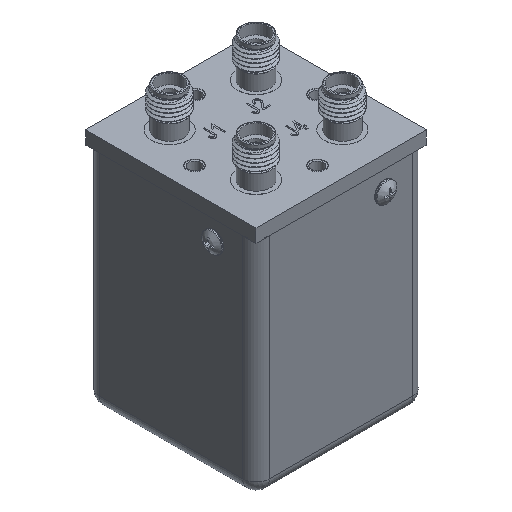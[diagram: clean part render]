
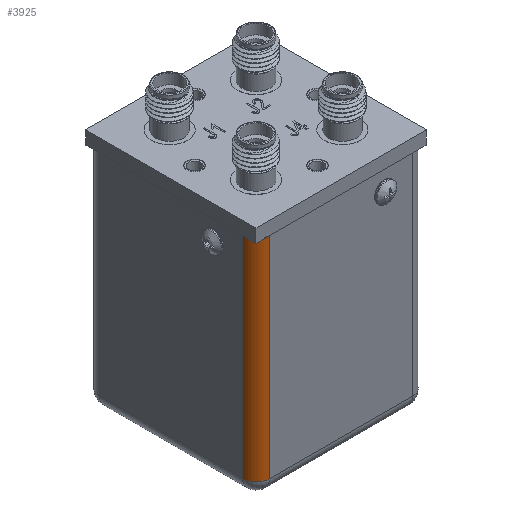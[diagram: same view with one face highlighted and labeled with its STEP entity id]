
A CAD part, isometric view. The second image highlights one B-rep face of the part: STEP entity #3925.
In plain terms, the highlighted cylindrical face has radius 2.54 mm (diameter 5.08 mm), a partial arc.
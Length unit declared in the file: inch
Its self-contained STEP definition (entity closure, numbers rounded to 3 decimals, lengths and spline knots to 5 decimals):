
#403 = AXIS2_PLACEMENT_3D ( 'NONE', #2484, #5619, #4078 ) ;
#696 = VERTEX_POINT ( 'NONE', #14914 ) ;
#1629 = CARTESIAN_POINT ( 'NONE',  ( -0.53, -0.63, -0.1 ) ) ;
#2484 = CARTESIAN_POINT ( 'NONE',  ( -0.53, -0.53, -1.76 ) ) ;
#2515 = EDGE_CURVE ( 'NONE', #19943, #696, #17539, .T. ) ;
#2624 = CARTESIAN_POINT ( 'NONE',  ( -0.53, -0.53, -0.1 ) ) ;
#3925 = ADVANCED_FACE ( 'NONE', ( #16255 ), #17759, .T. ) ;
#4078 = DIRECTION ( 'NONE',  ( 1., 0., 0. ) ) ;
#5422 = EDGE_CURVE ( 'NONE', #20663, #13465, #14717, .T. ) ;
#5619 = DIRECTION ( 'NONE',  ( 0., 0., 1. ) ) ;
#6166 = LINE ( 'NONE', #17367, #14918 ) ;
#6684 = CARTESIAN_POINT ( 'NONE',  ( -0.53, -0.53, -1.66 ) ) ;
#7586 = DIRECTION ( 'NONE',  ( 1., 0., 0. ) ) ;
#7781 = DIRECTION ( 'NONE',  ( 0., 0., 1. ) ) ;
#9109 = DIRECTION ( 'NONE',  ( 0., 0., 1. ) ) ;
#9154 = ORIENTED_EDGE ( 'NONE', *, *, #20304, .F. ) ;
#9937 = EDGE_CURVE ( 'NONE', #696, #20663, #6166, .T. ) ;
#11640 = DIRECTION ( 'NONE',  ( 0., 0., -1. ) ) ;
#12120 = VECTOR ( 'NONE', #20491, 39.37008 ) ;
#13465 = VERTEX_POINT ( 'NONE', #1629 ) ;
#14457 = CARTESIAN_POINT ( 'NONE',  ( -0.53, -0.63, -1.66 ) ) ;
#14717 = CIRCLE ( 'NONE', #19444, 0.1 ) ;
#14914 = CARTESIAN_POINT ( 'NONE',  ( -0.63, -0.53, -1.66 ) ) ;
#14918 = VECTOR ( 'NONE', #7781, 39.37008 ) ;
#15389 = ORIENTED_EDGE ( 'NONE', *, *, #9937, .F. ) ;
#15415 = CARTESIAN_POINT ( 'NONE',  ( -0.53, -0.63, -1.76 ) ) ;
#16255 = FACE_OUTER_BOUND ( 'NONE', #16830, .T. ) ;
#16318 = AXIS2_PLACEMENT_3D ( 'NONE', #6684, #11640, #18002 ) ;
#16468 = CARTESIAN_POINT ( 'NONE',  ( -0.63, -0.53, -0.1 ) ) ;
#16700 = ORIENTED_EDGE ( 'NONE', *, *, #2515, .F. ) ;
#16830 = EDGE_LOOP ( 'NONE', ( #19415, #15389, #16700, #9154 ) ) ;
#17367 = CARTESIAN_POINT ( 'NONE',  ( -0.63, -0.53, -1.76 ) ) ;
#17539 = CIRCLE ( 'NONE', #16318, 0.1 ) ;
#17759 = CYLINDRICAL_SURFACE ( 'NONE', #403, 0.1 ) ;
#18002 = DIRECTION ( 'NONE',  ( -1., 0., 0. ) ) ;
#18381 = LINE ( 'NONE', #15415, #12120 ) ;
#19415 = ORIENTED_EDGE ( 'NONE', *, *, #5422, .F. ) ;
#19444 = AXIS2_PLACEMENT_3D ( 'NONE', #2624, #9109, #7586 ) ;
#19943 = VERTEX_POINT ( 'NONE', #14457 ) ;
#20304 = EDGE_CURVE ( 'NONE', #13465, #19943, #18381, .T. ) ;
#20491 = DIRECTION ( 'NONE',  ( 0., 0., -1. ) ) ;
#20663 = VERTEX_POINT ( 'NONE', #16468 ) ;
